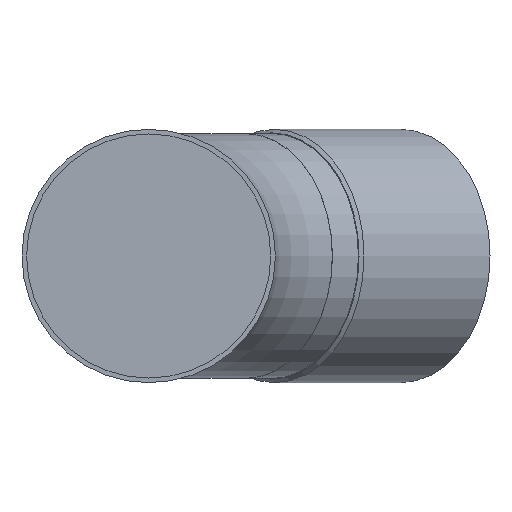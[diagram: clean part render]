
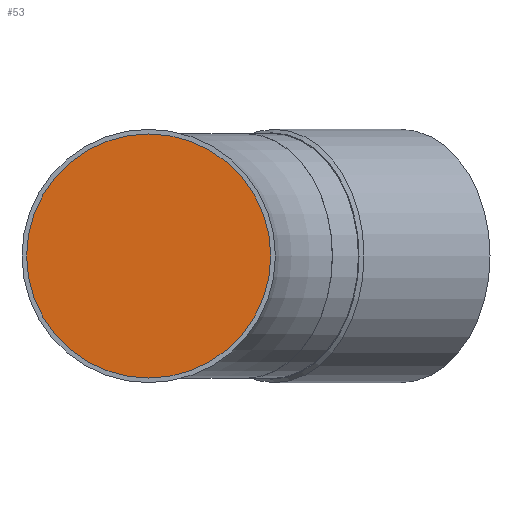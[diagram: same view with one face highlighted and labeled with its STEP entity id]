
A CAD part, front view. The second image highlights one B-rep face of the part: STEP entity #53.
In plain terms, the highlighted planar face has unit normal (0, -1, 0).
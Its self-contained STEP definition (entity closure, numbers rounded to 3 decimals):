
#53 = ADVANCED_FACE( '', ( #116 ), #117, .F. );
#116 = FACE_OUTER_BOUND( '', #189, .T. );
#117 = PLANE( '', #190 );
#189 = EDGE_LOOP( '', ( #268 ) );
#190 = AXIS2_PLACEMENT_3D( '', #269, #270, #271 );
#268 = ORIENTED_EDGE( '', *, *, #347, .F. );
#269 = CARTESIAN_POINT( '', ( 0., -27., 0. ) );
#270 = DIRECTION( '', ( 0., 1., 0. ) );
#271 = DIRECTION( '', ( 0., 0., 1. ) );
#347 = EDGE_CURVE( '', #390, #390, #391, .T. );
#390 = VERTEX_POINT( '', #439 );
#391 = CIRCLE( '', #440, 69.85 );
#439 = CARTESIAN_POINT( '', ( 69.85, -27., 0. ) );
#440 = AXIS2_PLACEMENT_3D( '', #492, #493, #494 );
#492 = CARTESIAN_POINT( '', ( 0., -27., 0. ) );
#493 = DIRECTION( '', ( 0., 1., 0. ) );
#494 = DIRECTION( '', ( 1., 0., 0. ) );
